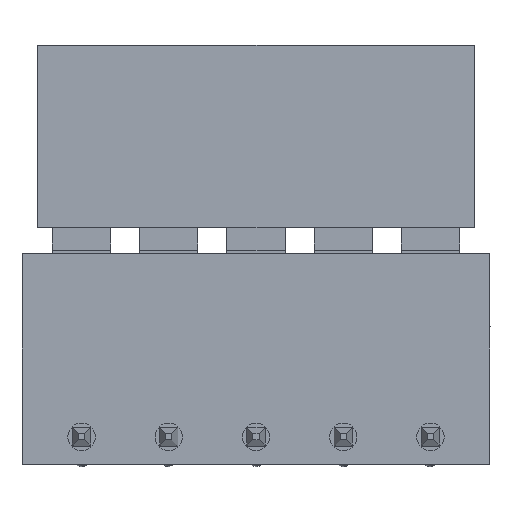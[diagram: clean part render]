
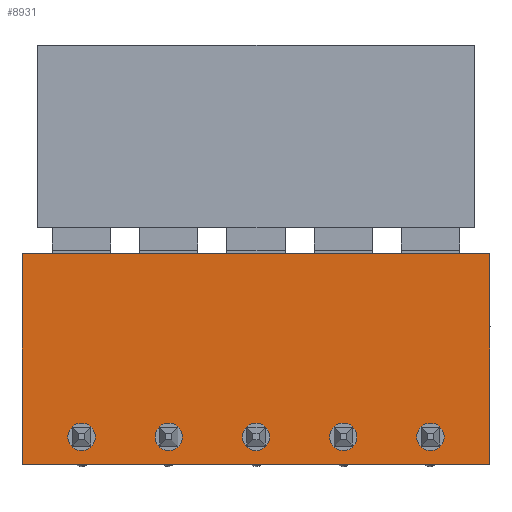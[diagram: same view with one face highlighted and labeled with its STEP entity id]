
A CAD part, front view. The second image highlights one B-rep face of the part: STEP entity #8931.
In plain terms, the highlighted planar face has unit normal (0, -1, 0).
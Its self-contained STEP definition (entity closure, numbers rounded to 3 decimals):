
#28 = DIRECTION ( 'NONE',  ( 0., 1., 0. ) ) ;
#198 = CIRCLE ( 'NONE', #4843, 0.6 ) ;
#243 = EDGE_CURVE ( 'NONE', #14777, #21280, #21724, .T. ) ;
#393 = VERTEX_POINT ( 'NONE', #19983 ) ;
#802 = ORIENTED_EDGE ( 'NONE', *, *, #25168, .T. ) ;
#903 = EDGE_CURVE ( 'NONE', #22660, #1788, #16122, .T. ) ;
#974 = DIRECTION ( 'NONE',  ( 0., 1., 0. ) ) ;
#1080 = CARTESIAN_POINT ( 'NONE',  ( 7.01, 0., -4. ) ) ;
#1349 = DIRECTION ( 'NONE',  ( 1., 0., 0. ) ) ;
#1425 = DIRECTION ( 'NONE',  ( -1., 0., 0. ) ) ;
#1505 = CARTESIAN_POINT ( 'NONE',  ( 10.22, 0., -2.1 ) ) ;
#1564 = EDGE_CURVE ( 'NONE', #17693, #17921, #15726, .T. ) ;
#1590 = ORIENTED_EDGE ( 'NONE', *, *, #24087, .T. ) ;
#1613 = CARTESIAN_POINT ( 'NONE',  ( 0., 0., -2.1 ) ) ;
#1614 = CARTESIAN_POINT ( 'NONE',  ( 2.6, 0., -4. ) ) ;
#1788 = VERTEX_POINT ( 'NONE', #24649 ) ;
#2442 = EDGE_CURVE ( 'NONE', #1788, #22660, #3193, .T. ) ;
#2563 = DIRECTION ( 'NONE',  ( 1., 0., 0. ) ) ;
#3166 = AXIS2_PLACEMENT_3D ( 'NONE', #19451, #7299, #1349 ) ;
#3193 = CIRCLE ( 'NONE', #21509, 0.6 ) ;
#3262 = VERTEX_POINT ( 'NONE', #9444 ) ;
#3447 = CARTESIAN_POINT ( 'NONE',  ( 2.6, 0., -4. ) ) ;
#3779 = CIRCLE ( 'NONE', #10585, 0.6 ) ;
#3780 = EDGE_CURVE ( 'NONE', #14836, #12864, #12851, .T. ) ;
#4222 = EDGE_LOOP ( 'NONE', ( #802, #1590, #18680, #19813 ) ) ;
#4225 = ORIENTED_EDGE ( 'NONE', *, *, #23558, .T. ) ;
#4270 = AXIS2_PLACEMENT_3D ( 'NONE', #24126, #26255, #19854 ) ;
#4327 = ORIENTED_EDGE ( 'NONE', *, *, #903, .T. ) ;
#4636 = CARTESIAN_POINT ( 'NONE',  ( 20.44, 0., -2.1 ) ) ;
#4843 = AXIS2_PLACEMENT_3D ( 'NONE', #9243, #25136, #19366 ) ;
#4993 = VECTOR ( 'NONE', #11024, 1000. ) ;
#5021 = VERTEX_POINT ( 'NONE', #11078 ) ;
#5201 = DIRECTION ( 'NONE',  ( 1., 0., 0. ) ) ;
#5307 = DIRECTION ( 'NONE',  ( 1., 0., 0. ) ) ;
#5458 = AXIS2_PLACEMENT_3D ( 'NONE', #8691, #22692, #16806 ) ;
#5539 = CARTESIAN_POINT ( 'NONE',  ( 14.03, 0., -4. ) ) ;
#5739 = AXIS2_PLACEMENT_3D ( 'NONE', #1614, #13673, #5201 ) ;
#6106 = EDGE_LOOP ( 'NONE', ( #20532, #4225 ) ) ;
#6574 = VERTEX_POINT ( 'NONE', #25636 ) ;
#6740 = EDGE_CURVE ( 'NONE', #14738, #393, #24556, .T. ) ;
#6766 = AXIS2_PLACEMENT_3D ( 'NONE', #23380, #974, #2563 ) ;
#7299 = DIRECTION ( 'NONE',  ( 0., 1., 0. ) ) ;
#7727 = DIRECTION ( 'NONE',  ( 0., 0., -1. ) ) ;
#8022 = AXIS2_PLACEMENT_3D ( 'NONE', #1505, #11744, #22038 ) ;
#8691 = CARTESIAN_POINT ( 'NONE',  ( 17.84, 0., -4. ) ) ;
#8931 = ADVANCED_FACE ( 'NONE', ( #21767, #19493, #23252, #21241, #9235, #15314 ), #23506, .T. ) ;
#9235 = FACE_BOUND ( 'NONE', #15967, .T. ) ;
#9243 = CARTESIAN_POINT ( 'NONE',  ( 6.41, 0., -4. ) ) ;
#9444 = CARTESIAN_POINT ( 'NONE',  ( 0., 0., -5.2 ) ) ;
#9697 = CARTESIAN_POINT ( 'NONE',  ( 9.62, 0., -4. ) ) ;
#10583 = VECTOR ( 'NONE', #7727, 1000. ) ;
#10585 = AXIS2_PLACEMENT_3D ( 'NONE', #5539, #11629, #19529 ) ;
#10606 = CIRCLE ( 'NONE', #5458, 0.6 ) ;
#10784 = DIRECTION ( 'NONE',  ( 1., 0., 0. ) ) ;
#11024 = DIRECTION ( 'NONE',  ( 0., 0., 1. ) ) ;
#11043 = DIRECTION ( 'NONE',  ( 0., 1., 0. ) ) ;
#11078 = CARTESIAN_POINT ( 'NONE',  ( 13.43, 0., -4. ) ) ;
#11125 = CARTESIAN_POINT ( 'NONE',  ( 10.22, 0., -4. ) ) ;
#11301 = CARTESIAN_POINT ( 'NONE',  ( 6.41, 0., -4. ) ) ;
#11315 = CARTESIAN_POINT ( 'NONE',  ( 10.22, 0., -5.2 ) ) ;
#11622 = CARTESIAN_POINT ( 'NONE',  ( 18.44, 0., -4. ) ) ;
#11629 = DIRECTION ( 'NONE',  ( 0., 1., 0. ) ) ;
#11744 = DIRECTION ( 'NONE',  ( 0., -1., 0. ) ) ;
#12108 = EDGE_CURVE ( 'NONE', #21280, #14777, #19782, .T. ) ;
#12540 = EDGE_CURVE ( 'NONE', #393, #14738, #198, .T. ) ;
#12589 = EDGE_LOOP ( 'NONE', ( #22332, #25721 ) ) ;
#12851 = LINE ( 'NONE', #4636, #4993 ) ;
#12864 = VERTEX_POINT ( 'NONE', #15694 ) ;
#13349 = CARTESIAN_POINT ( 'NONE',  ( 10.22, 0., 4. ) ) ;
#13673 = DIRECTION ( 'NONE',  ( 0., 1., 0. ) ) ;
#13854 = AXIS2_PLACEMENT_3D ( 'NONE', #11301, #11043, #5307 ) ;
#13951 = DIRECTION ( 'NONE',  ( 1., 0., 0. ) ) ;
#14738 = VERTEX_POINT ( 'NONE', #1080 ) ;
#14777 = VERTEX_POINT ( 'NONE', #17312 ) ;
#14836 = VERTEX_POINT ( 'NONE', #14889 ) ;
#14889 = CARTESIAN_POINT ( 'NONE',  ( 20.44, 0., -5.2 ) ) ;
#14893 = LINE ( 'NONE', #11315, #17680 ) ;
#14947 = VECTOR ( 'NONE', #1425, 1000. ) ;
#15248 = CARTESIAN_POINT ( 'NONE',  ( 14.63, 0., -4. ) ) ;
#15314 = FACE_OUTER_BOUND ( 'NONE', #4222, .T. ) ;
#15680 = EDGE_CURVE ( 'NONE', #3262, #14836, #14893, .T. ) ;
#15694 = CARTESIAN_POINT ( 'NONE',  ( 20.44, 0., 4. ) ) ;
#15726 = CIRCLE ( 'NONE', #4270, 0.6 ) ;
#15967 = EDGE_LOOP ( 'NONE', ( #18587, #24019 ) ) ;
#16122 = CIRCLE ( 'NONE', #6766, 0.6 ) ;
#16361 = CIRCLE ( 'NONE', #3166, 0.6 ) ;
#16505 = ORIENTED_EDGE ( 'NONE', *, *, #12540, .T. ) ;
#16806 = DIRECTION ( 'NONE',  ( 1., 0., 0. ) ) ;
#16993 = AXIS2_PLACEMENT_3D ( 'NONE', #3447, #28, #13951 ) ;
#17312 = CARTESIAN_POINT ( 'NONE',  ( 2., 0., -4. ) ) ;
#17680 = VECTOR ( 'NONE', #10784, 1000. ) ;
#17693 = VERTEX_POINT ( 'NONE', #11622 ) ;
#17921 = VERTEX_POINT ( 'NONE', #19188 ) ;
#17945 = EDGE_CURVE ( 'NONE', #5021, #21393, #16361, .T. ) ;
#18587 = ORIENTED_EDGE ( 'NONE', *, *, #12108, .T. ) ;
#18680 = ORIENTED_EDGE ( 'NONE', *, *, #15680, .T. ) ;
#19188 = CARTESIAN_POINT ( 'NONE',  ( 17.24, 0., -4. ) ) ;
#19366 = DIRECTION ( 'NONE',  ( 1., 0., 0. ) ) ;
#19451 = CARTESIAN_POINT ( 'NONE',  ( 14.03, 0., -4. ) ) ;
#19493 = FACE_BOUND ( 'NONE', #12589, .T. ) ;
#19529 = DIRECTION ( 'NONE',  ( 1., 0., 0. ) ) ;
#19782 = CIRCLE ( 'NONE', #5739, 0.6 ) ;
#19813 = ORIENTED_EDGE ( 'NONE', *, *, #3780, .T. ) ;
#19854 = DIRECTION ( 'NONE',  ( 1., 0., 0. ) ) ;
#19983 = CARTESIAN_POINT ( 'NONE',  ( 5.81, 0., -4. ) ) ;
#20162 = EDGE_LOOP ( 'NONE', ( #20274, #16505 ) ) ;
#20274 = ORIENTED_EDGE ( 'NONE', *, *, #6740, .T. ) ;
#20532 = ORIENTED_EDGE ( 'NONE', *, *, #1564, .T. ) ;
#20757 = DIRECTION ( 'NONE',  ( 0., 1., 0. ) ) ;
#21241 = FACE_BOUND ( 'NONE', #20162, .T. ) ;
#21280 = VERTEX_POINT ( 'NONE', #22136 ) ;
#21393 = VERTEX_POINT ( 'NONE', #15248 ) ;
#21509 = AXIS2_PLACEMENT_3D ( 'NONE', #11125, #20757, #23151 ) ;
#21724 = CIRCLE ( 'NONE', #16993, 0.6 ) ;
#21767 = FACE_BOUND ( 'NONE', #6106, .T. ) ;
#22038 = DIRECTION ( 'NONE',  ( 1., 0., 0. ) ) ;
#22136 = CARTESIAN_POINT ( 'NONE',  ( 3.2, 0., -4. ) ) ;
#22332 = ORIENTED_EDGE ( 'NONE', *, *, #23359, .T. ) ;
#22660 = VERTEX_POINT ( 'NONE', #9697 ) ;
#22692 = DIRECTION ( 'NONE',  ( 0., 1., 0. ) ) ;
#23151 = DIRECTION ( 'NONE',  ( 1., 0., 0. ) ) ;
#23252 = FACE_BOUND ( 'NONE', #24242, .T. ) ;
#23359 = EDGE_CURVE ( 'NONE', #21393, #5021, #3779, .T. ) ;
#23380 = CARTESIAN_POINT ( 'NONE',  ( 10.22, 0., -4. ) ) ;
#23427 = LINE ( 'NONE', #13349, #14947 ) ;
#23506 = PLANE ( 'NONE',  #8022 ) ;
#23558 = EDGE_CURVE ( 'NONE', #17921, #17693, #10606, .T. ) ;
#24019 = ORIENTED_EDGE ( 'NONE', *, *, #243, .T. ) ;
#24087 = EDGE_CURVE ( 'NONE', #6574, #3262, #24275, .T. ) ;
#24126 = CARTESIAN_POINT ( 'NONE',  ( 17.84, 0., -4. ) ) ;
#24242 = EDGE_LOOP ( 'NONE', ( #25273, #4327 ) ) ;
#24275 = LINE ( 'NONE', #1613, #10583 ) ;
#24556 = CIRCLE ( 'NONE', #13854, 0.6 ) ;
#24649 = CARTESIAN_POINT ( 'NONE',  ( 10.82, 0., -4. ) ) ;
#25136 = DIRECTION ( 'NONE',  ( 0., 1., 0. ) ) ;
#25168 = EDGE_CURVE ( 'NONE', #12864, #6574, #23427, .T. ) ;
#25273 = ORIENTED_EDGE ( 'NONE', *, *, #2442, .T. ) ;
#25636 = CARTESIAN_POINT ( 'NONE',  ( 0., 0., 4. ) ) ;
#25721 = ORIENTED_EDGE ( 'NONE', *, *, #17945, .T. ) ;
#26255 = DIRECTION ( 'NONE',  ( 0., 1., 0. ) ) ;
